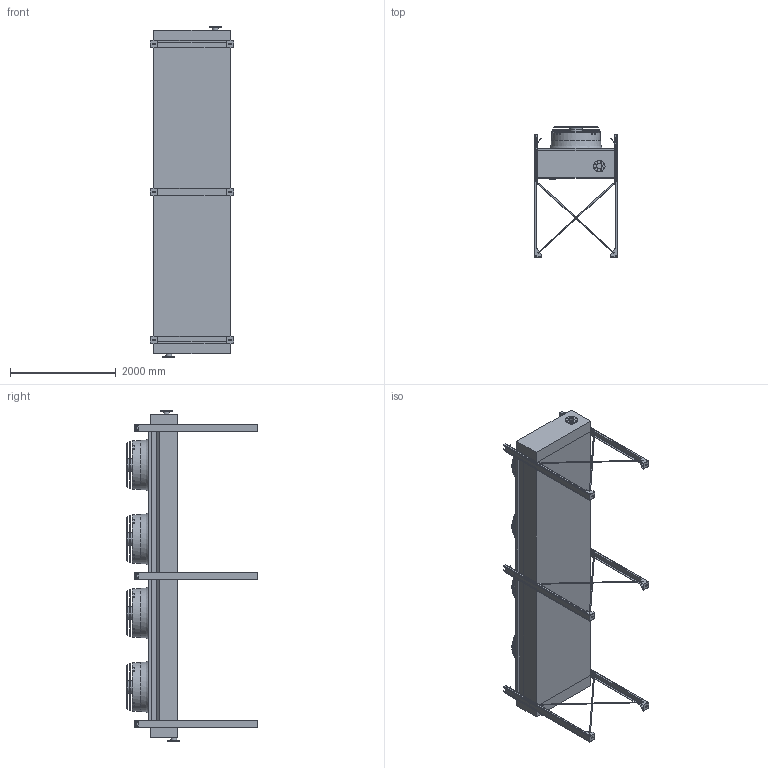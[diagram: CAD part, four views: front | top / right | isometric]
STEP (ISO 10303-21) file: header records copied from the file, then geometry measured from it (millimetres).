
FILE_DESCRIPTION (( 'STEP AP203' ), '1' );
FILE_NAME ('BOC__04L_HV_OS.STEP', '2017-03-24T10:01:08', ( 'Alfa Laval' ), ( 'Alfa Laval' ), 'SwSTEP 2.0', 'SolidWorks 2016', '' );
FILE_SCHEMA (( 'CONFIG_CONTROL_DESIGN' ));
Length unit declared in the file: millimetre
Products named in the file (5): BOC__04L_HV_OS; BO_HV_LIGHT_BOCF_36T_L_4M_OS; BOFE_HV_LIGHT_BOC4L; BO_KIT FEET_LIGHT_BOC4L; BOFA_LIGHT_�910 IEC
Assembly tree (7 placements, depth 2):
  BOC__04L_HV_OS
    BO_HV_LIGHT_BOCF_36T_L_4M_OS
    BOFE_HV_LIGHT_BOC4L
    BO_KIT FEET_LIGHT_BOC4L
    BOFA_LIGHT_�910 IEC  x4
Bounding box: 1580 x 2470 x 6270 mm (x, y, z)
Volume: 5712226513.9 mm3; surface area: 49613931.7 mm2
Topology: 88 solids, 92 shells, 1442 faces, 3744 edges, 2508 vertices
Faces by surface type: plane 666, cylinder 536, torus 212, cone 24, bspline 4
Full cylindrical faces by diameter (mm): 14 x66, 15 x36, 18 x28, 20 x18, 28 x18, 103 x2, 108 x2, 220 x2, 228 x4, 236 x4, 262.56 x4, 276 x4, 308 x4, 328 x4, 406.8 x4, 426.8 x4, 505.6 x4, 525.6 x4, 604.4 x4, 624.4 x4, 703.2 x4, 723.2 x4, 802 x4, 926 x4
Entity records: 31610 total; most frequent: CARTESIAN_POINT 7845, DIRECTION 4859, ORIENTED_EDGE 4410, EDGE_CURVE 2205, AXIS2_PLACEMENT_3D 1803, VERTEX_POINT 1581, EDGE_LOOP 1494, VECTOR 1253
